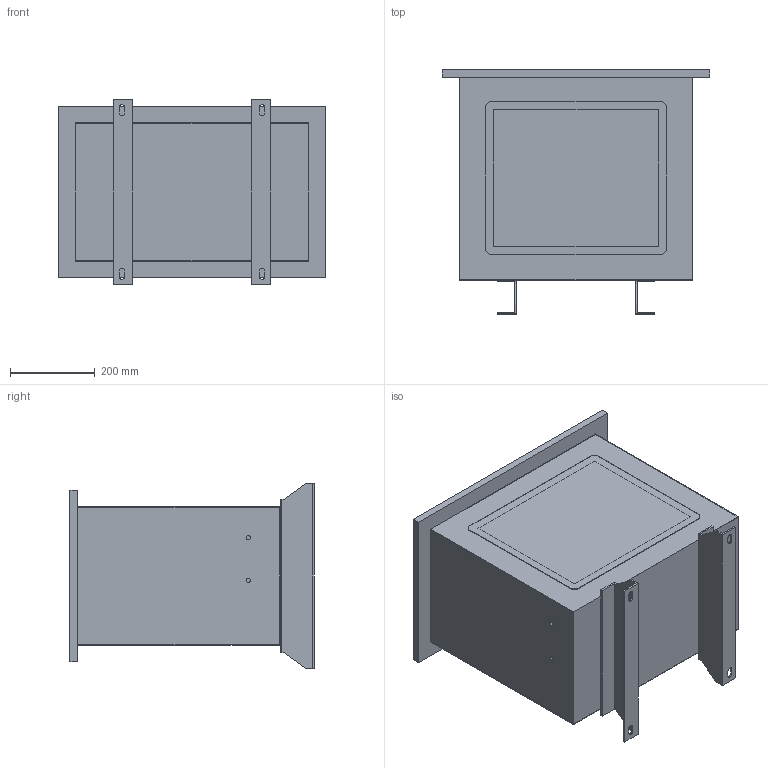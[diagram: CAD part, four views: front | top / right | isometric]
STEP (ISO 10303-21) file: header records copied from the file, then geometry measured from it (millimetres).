
FILE_DESCRIPTION (( 'STEP AP214' ), '1' );
FILE_NAME ('276694.STEP', '2020-09-08T13:21:14', ( '' ), ( '' ), 'SwSTEP 2.0', 'SolidWorks 2018', '' );
FILE_SCHEMA (( 'AUTOMOTIVE_DESIGN' ));
Length unit declared in the file: millimetre
Products named in the file (1): 276694
Bounding box: 630 x 575.2 x 435 mm (x, y, z)
Volume: 6664118.9 mm3; surface area: 2892826.6 mm2
Topology: 4 solids, 4 shells, 83 faces, 216 edges, 144 vertices
Faces by surface type: plane 67, cylinder 16
Entity records: 2607 total; most frequent: CARTESIAN_POINT 444, ORIENTED_EDGE 432, DIRECTION 416, EDGE_CURVE 216, VECTOR 184, LINE 184, VERTEX_POINT 144, AXIS2_PLACEMENT_3D 116
